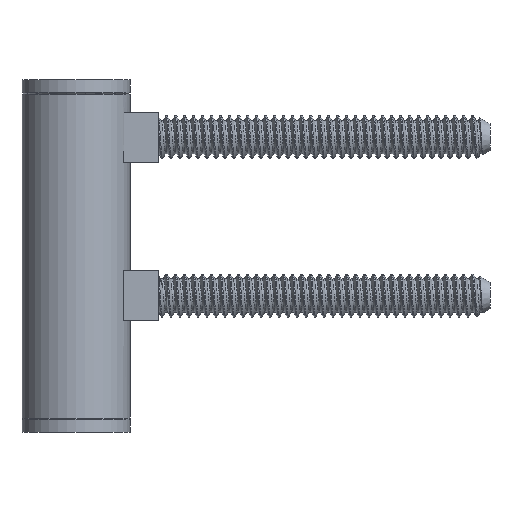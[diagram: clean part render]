
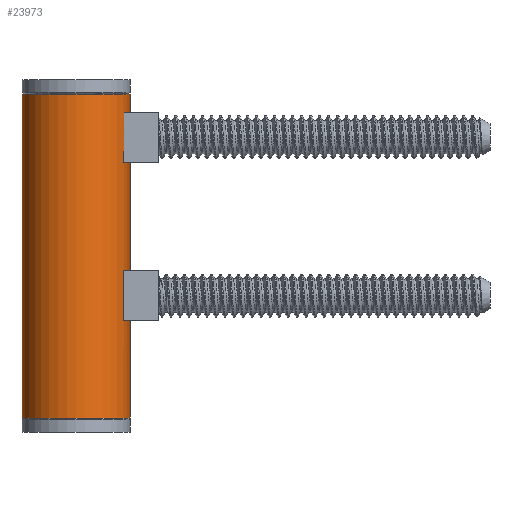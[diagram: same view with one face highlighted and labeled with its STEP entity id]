
A CAD part, front view. The second image highlights one B-rep face of the part: STEP entity #23973.
In plain terms, the highlighted cylindrical face has radius 7.5 mm (diameter 15 mm), a partial arc.
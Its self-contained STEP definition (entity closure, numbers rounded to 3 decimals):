
#21 = DIRECTION ( 'NONE',  ( 0., 0., -1. ) ) ;
#1341 = FACE_OUTER_BOUND ( 'NONE', #16658, .T. ) ;
#1468 = DIRECTION ( 'NONE',  ( 0., 0., -1. ) ) ;
#1850 = CARTESIAN_POINT ( 'NONE',  ( 7.5, 0., 45. ) ) ;
#1919 = VECTOR ( 'NONE', #5728, 1000. ) ;
#2151 = EDGE_CURVE ( 'NONE', #23951, #6209, #15427, .T. ) ;
#2181 = CARTESIAN_POINT ( 'NONE',  ( 6.633, -3.5, 45. ) ) ;
#2302 = AXIS2_PLACEMENT_3D ( 'NONE', #20165, #21851, #23904 ) ;
#2308 = LINE ( 'NONE', #2181, #3928 ) ;
#2715 = AXIS2_PLACEMENT_3D ( 'NONE', #12679, #12305, #18371 ) ;
#2859 = VERTEX_POINT ( 'NONE', #13163 ) ;
#3353 = VERTEX_POINT ( 'NONE', #13664 ) ;
#3526 = CARTESIAN_POINT ( 'NONE',  ( 0., 0., 45. ) ) ;
#3928 = VECTOR ( 'NONE', #19724, 1000. ) ;
#4237 = ORIENTED_EDGE ( 'NONE', *, *, #20912, .F. ) ;
#4292 = LINE ( 'NONE', #1850, #1919 ) ;
#4735 = DIRECTION ( 'NONE',  ( 0., 0., 1. ) ) ;
#5658 = CARTESIAN_POINT ( 'NONE',  ( 7.5, 0., 45. ) ) ;
#5728 = DIRECTION ( 'NONE',  ( 0., 0., -1. ) ) ;
#6028 = CIRCLE ( 'NONE', #2302, 7.5 ) ;
#6209 = VERTEX_POINT ( 'NONE', #5658 ) ;
#6307 = EDGE_CURVE ( 'NONE', #16447, #8769, #7992, .T. ) ;
#6645 = CARTESIAN_POINT ( 'NONE',  ( 7.5, 0., 45. ) ) ;
#7283 = EDGE_CURVE ( 'NONE', #3353, #14833, #15702, .T. ) ;
#7625 = AXIS2_PLACEMENT_3D ( 'NONE', #3526, #11388, #11132 ) ;
#7765 = LINE ( 'NONE', #8142, #10490 ) ;
#7992 = CIRCLE ( 'NONE', #21967, 7.5 ) ;
#8142 = CARTESIAN_POINT ( 'NONE',  ( 7.5, 0., 45. ) ) ;
#8666 = ORIENTED_EDGE ( 'NONE', *, *, #20057, .F. ) ;
#8742 = VERTEX_POINT ( 'NONE', #23219 ) ;
#8769 = VERTEX_POINT ( 'NONE', #24989 ) ;
#8795 = VECTOR ( 'NONE', #19192, 1000. ) ;
#10213 = VERTEX_POINT ( 'NONE', #20483 ) ;
#10466 = ORIENTED_EDGE ( 'NONE', *, *, #23658, .F. ) ;
#10490 = VECTOR ( 'NONE', #21, 1000. ) ;
#10523 = VECTOR ( 'NONE', #20987, 1000. ) ;
#10760 = ORIENTED_EDGE ( 'NONE', *, *, #14224, .F. ) ;
#10931 = AXIS2_PLACEMENT_3D ( 'NONE', #17432, #15112, #13301 ) ;
#10970 = AXIS2_PLACEMENT_3D ( 'NONE', #15132, #1468, #23140 ) ;
#11025 = ORIENTED_EDGE ( 'NONE', *, *, #6307, .T. ) ;
#11132 = DIRECTION ( 'NONE',  ( 1., 0., 0. ) ) ;
#11143 = CARTESIAN_POINT ( 'NONE',  ( -7.5, 0., 45. ) ) ;
#11388 = DIRECTION ( 'NONE',  ( 0., 0., 1. ) ) ;
#11581 = CARTESIAN_POINT ( 'NONE',  ( 6.633, -3.5, 45. ) ) ;
#12305 = DIRECTION ( 'NONE',  ( 0., 0., 1. ) ) ;
#12569 = CARTESIAN_POINT ( 'NONE',  ( 7.5, 0., 13.5 ) ) ;
#12679 = CARTESIAN_POINT ( 'NONE',  ( 0., 0., 35.5 ) ) ;
#12715 = EDGE_CURVE ( 'NONE', #14833, #25030, #16223, .T. ) ;
#12826 = VERTEX_POINT ( 'NONE', #18404 ) ;
#13127 = ORIENTED_EDGE ( 'NONE', *, *, #2151, .F. ) ;
#13163 = CARTESIAN_POINT ( 'NONE',  ( 6.633, -3.5, 42.5 ) ) ;
#13301 = DIRECTION ( 'NONE',  ( -1., 0., 0. ) ) ;
#13664 = CARTESIAN_POINT ( 'NONE',  ( 6.633, -3.5, 20.5 ) ) ;
#14127 = DIRECTION ( 'NONE',  ( 1., 0., 0. ) ) ;
#14224 = EDGE_CURVE ( 'NONE', #6209, #10213, #7765, .T. ) ;
#14635 = CIRCLE ( 'NONE', #2715, 7.5 ) ;
#14642 = DIRECTION ( 'NONE',  ( 1., 0., 0. ) ) ;
#14833 = VERTEX_POINT ( 'NONE', #17694 ) ;
#15043 = LINE ( 'NONE', #18658, #10523 ) ;
#15112 = DIRECTION ( 'NONE',  ( 0., 0., -1. ) ) ;
#15132 = CARTESIAN_POINT ( 'NONE',  ( 0., 0., 45. ) ) ;
#15427 = CIRCLE ( 'NONE', #7625, 7.5 ) ;
#15702 = LINE ( 'NONE', #11581, #8795 ) ;
#15939 = EDGE_CURVE ( 'NONE', #2859, #20724, #2308, .T. ) ;
#16055 = ORIENTED_EDGE ( 'NONE', *, *, #7283, .F. ) ;
#16223 = CIRCLE ( 'NONE', #19526, 7.5 ) ;
#16447 = VERTEX_POINT ( 'NONE', #18238 ) ;
#16658 = EDGE_LOOP ( 'NONE', ( #10760, #13127, #17911, #11025, #23806, #19372, #16055, #4237, #10466, #19633, #20497, #8666 ) ) ;
#17432 = CARTESIAN_POINT ( 'NONE',  ( 0., 0., 42.5 ) ) ;
#17694 = CARTESIAN_POINT ( 'NONE',  ( 6.633, -3.5, 13.5 ) ) ;
#17709 = EDGE_CURVE ( 'NONE', #20724, #8742, #14635, .T. ) ;
#17911 = ORIENTED_EDGE ( 'NONE', *, *, #18799, .T. ) ;
#18238 = CARTESIAN_POINT ( 'NONE',  ( -7.5, 0., 0. ) ) ;
#18371 = DIRECTION ( 'NONE',  ( 1., 0., 0. ) ) ;
#18404 = CARTESIAN_POINT ( 'NONE',  ( 7.5, 0., 20.5 ) ) ;
#18500 = LINE ( 'NONE', #6645, #23334 ) ;
#18658 = CARTESIAN_POINT ( 'NONE',  ( -7.5, 0., 45. ) ) ;
#18752 = DIRECTION ( 'NONE',  ( 0., 0., -1. ) ) ;
#18758 = CIRCLE ( 'NONE', #10931, 7.5 ) ;
#18799 = EDGE_CURVE ( 'NONE', #23951, #16447, #15043, .T. ) ;
#19192 = DIRECTION ( 'NONE',  ( 0., 0., -1. ) ) ;
#19372 = ORIENTED_EDGE ( 'NONE', *, *, #12715, .F. ) ;
#19526 = AXIS2_PLACEMENT_3D ( 'NONE', #20074, #4735, #14642 ) ;
#19633 = ORIENTED_EDGE ( 'NONE', *, *, #17709, .F. ) ;
#19724 = DIRECTION ( 'NONE',  ( 0., 0., -1. ) ) ;
#20057 = EDGE_CURVE ( 'NONE', #10213, #2859, #18758, .T. ) ;
#20074 = CARTESIAN_POINT ( 'NONE',  ( 0., 0., 13.5 ) ) ;
#20165 = CARTESIAN_POINT ( 'NONE',  ( 0., 0., 20.5 ) ) ;
#20483 = CARTESIAN_POINT ( 'NONE',  ( 7.5, 0., 42.5 ) ) ;
#20497 = ORIENTED_EDGE ( 'NONE', *, *, #15939, .F. ) ;
#20724 = VERTEX_POINT ( 'NONE', #24697 ) ;
#20912 = EDGE_CURVE ( 'NONE', #12826, #3353, #6028, .T. ) ;
#20987 = DIRECTION ( 'NONE',  ( 0., 0., -1. ) ) ;
#21075 = CYLINDRICAL_SURFACE ( 'NONE', #10970, 7.5 ) ;
#21765 = CARTESIAN_POINT ( 'NONE',  ( 0., 0., 0. ) ) ;
#21851 = DIRECTION ( 'NONE',  ( 0., 0., -1. ) ) ;
#21967 = AXIS2_PLACEMENT_3D ( 'NONE', #21765, #24544, #14127 ) ;
#23071 = EDGE_CURVE ( 'NONE', #25030, #8769, #4292, .T. ) ;
#23140 = DIRECTION ( 'NONE',  ( -1., 0., 0. ) ) ;
#23219 = CARTESIAN_POINT ( 'NONE',  ( 7.5, 0., 35.5 ) ) ;
#23334 = VECTOR ( 'NONE', #18752, 1000. ) ;
#23658 = EDGE_CURVE ( 'NONE', #8742, #12826, #18500, .T. ) ;
#23806 = ORIENTED_EDGE ( 'NONE', *, *, #23071, .F. ) ;
#23904 = DIRECTION ( 'NONE',  ( 0., 1., 0. ) ) ;
#23951 = VERTEX_POINT ( 'NONE', #11143 ) ;
#23973 = ADVANCED_FACE ( 'NONE', ( #1341 ), #21075, .T. ) ;
#24544 = DIRECTION ( 'NONE',  ( 0., 0., 1. ) ) ;
#24697 = CARTESIAN_POINT ( 'NONE',  ( 6.633, -3.5, 35.5 ) ) ;
#24989 = CARTESIAN_POINT ( 'NONE',  ( 7.5, 0., 0. ) ) ;
#25030 = VERTEX_POINT ( 'NONE', #12569 ) ;
